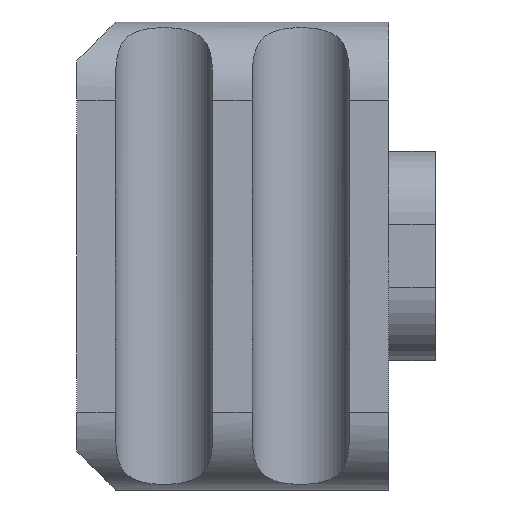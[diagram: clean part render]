
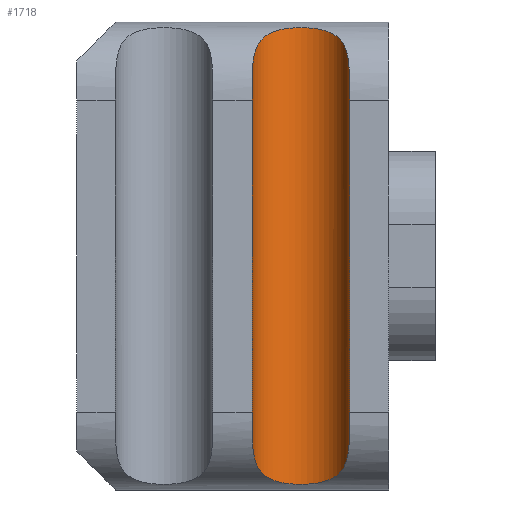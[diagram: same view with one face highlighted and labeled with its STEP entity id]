
A CAD part, left-side view. The second image highlights one B-rep face of the part: STEP entity #1718.
In plain terms, the highlighted cylindrical face has radius 1.587 mm (diameter 3.175 mm), a partial arc.
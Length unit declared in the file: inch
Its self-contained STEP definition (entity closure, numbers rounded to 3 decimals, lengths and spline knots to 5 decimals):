
#33=CYLINDRICAL_SURFACE('',#1838,0.0625);
#193=LINE('',#3350,#337);
#195=LINE('',#3354,#339);
#337=VECTOR('',#2152,0.3937);
#339=VECTOR('',#2156,0.3937);
#502=FACE_OUTER_BOUND('',#601,.T.);
#601=EDGE_LOOP('',(#1499,#1500,#1501,#1502));
#703=B_SPLINE_CURVE_WITH_KNOTS('',3,(#3259,#3260,#3261,#3262,#3263,#3264,
#3265,#3266,#3267,#3268,#3269,#3270,#3271,#3272,#3273,#3274,#3275,#3276,
#3277,#3278,#3279,#3280),.UNSPECIFIED.,.F.,.F.,(4,2,2,2,2,2,2,2,2,2,4),
(0.3711,0.44928,0.52746,0.59918,
0.67069,0.7422,0.81371,0.88522,
0.95695,1.03512,1.1133),.UNSPECIFIED.);
#704=B_SPLINE_CURVE_WITH_KNOTS('',3,(#3355,#3356,#3357,#3358,#3359,#3360,
#3361,#3362,#3363,#3364,#3365,#3366,#3367,#3368,#3369,#3370,#3371,#3372,
#3373,#3374,#3375,#3376,#3377),.UNSPECIFIED.,.F.,.F.,(4,2,2,2,2,3,2,2,2,
2,4),(1.1133,1.19148,1.26966,1.34138,
1.41289,1.4844,1.55591,1.62743,1.69915,
1.77733,1.8555),.UNSPECIFIED.);
#817=VERTEX_POINT('',#3256);
#818=VERTEX_POINT('',#3258);
#849=VERTEX_POINT('',#3349);
#850=VERTEX_POINT('',#3353);
#1042=EDGE_CURVE('',#817,#818,#703,.T.);
#1077=EDGE_CURVE('',#818,#849,#193,.T.);
#1079=EDGE_CURVE('',#850,#817,#195,.T.);
#1080=EDGE_CURVE('',#849,#850,#704,.T.);
#1499=ORIENTED_EDGE('',*,*,#1042,.F.);
#1500=ORIENTED_EDGE('',*,*,#1079,.F.);
#1501=ORIENTED_EDGE('',*,*,#1080,.F.);
#1502=ORIENTED_EDGE('',*,*,#1077,.F.);
#1718=ADVANCED_FACE('',(#502),#33,.F.);
#1838=AXIS2_PLACEMENT_3D('',#3352,#2154,#2155);
#2152=DIRECTION('',(0.,0.,-1.));
#2154=DIRECTION('center_axis',(0.,0.,1.));
#2155=DIRECTION('ref_axis',(1.,0.,0.));
#2156=DIRECTION('',(0.,0.,1.));
#3256=CARTESIAN_POINT('',(0.1085,0.175,-0.1));
#3258=CARTESIAN_POINT('',(0.1085,0.05,-0.1));
#3259=CARTESIAN_POINT('Ctrl Pts',(0.1085,0.175,-0.1));
#3260=CARTESIAN_POINT('Ctrl Pts',(0.1085,0.175,-0.08974));
#3261=CARTESIAN_POINT('Ctrl Pts',(0.11018,0.17507,-0.07869));
#3262=CARTESIAN_POINT('Ctrl Pts',(0.11714,0.1745,-0.05788));
#3263=CARTESIAN_POINT('Ctrl Pts',(0.12242,0.17376,-0.04812));
#3264=CARTESIAN_POINT('Ctrl Pts',(0.13398,0.16987,-0.03268));
#3265=CARTESIAN_POINT('Ctrl Pts',(0.14161,0.16613,-0.02525));
#3266=CARTESIAN_POINT('Ctrl Pts',(0.15417,0.15593,-0.01568));
#3267=CARTESIAN_POINT('Ctrl Pts',(0.16032,0.14871,-0.01225));
#3268=CARTESIAN_POINT('Ctrl Pts',(0.16874,0.13167,-0.00812));
#3269=CARTESIAN_POINT('Ctrl Pts',(0.171,0.12188,-0.0073));
#3270=CARTESIAN_POINT('Ctrl Pts',(0.171,0.10312,-0.0073));
#3271=CARTESIAN_POINT('Ctrl Pts',(0.16874,0.09333,
-0.00812));
#3272=CARTESIAN_POINT('Ctrl Pts',(0.16032,0.07629,
-0.01225));
#3273=CARTESIAN_POINT('Ctrl Pts',(0.15417,0.06907,
-0.01568));
#3274=CARTESIAN_POINT('Ctrl Pts',(0.14161,0.05887,-0.02525));
#3275=CARTESIAN_POINT('Ctrl Pts',(0.13398,0.05513,
-0.03268));
#3276=CARTESIAN_POINT('Ctrl Pts',(0.12242,0.05124,-0.04812));
#3277=CARTESIAN_POINT('Ctrl Pts',(0.11714,0.0505,
-0.05788));
#3278=CARTESIAN_POINT('Ctrl Pts',(0.11018,0.04993,
-0.07869));
#3279=CARTESIAN_POINT('Ctrl Pts',(0.1085,0.05,-0.08974));
#3280=CARTESIAN_POINT('Ctrl Pts',(0.1085,0.05,-0.1));
#3349=CARTESIAN_POINT('',(0.1085,0.05,-0.5));
#3350=CARTESIAN_POINT('',(0.1085,0.05,-0.6));
#3352=CARTESIAN_POINT('Origin',(0.1085,0.1125,-0.6));
#3353=CARTESIAN_POINT('',(0.1085,0.175,-0.5));
#3354=CARTESIAN_POINT('',(0.1085,0.175,-0.6));
#3355=CARTESIAN_POINT('Ctrl Pts',(0.1085,0.05,-0.5));
#3356=CARTESIAN_POINT('Ctrl Pts',(0.1085,0.05,-0.51026));
#3357=CARTESIAN_POINT('Ctrl Pts',(0.11018,0.04993,
-0.52131));
#3358=CARTESIAN_POINT('Ctrl Pts',(0.11714,0.0505,
-0.54212));
#3359=CARTESIAN_POINT('Ctrl Pts',(0.12242,0.05124,-0.55188));
#3360=CARTESIAN_POINT('Ctrl Pts',(0.13398,0.05513,
-0.56732));
#3361=CARTESIAN_POINT('Ctrl Pts',(0.14161,0.05887,-0.57475));
#3362=CARTESIAN_POINT('Ctrl Pts',(0.15417,0.06907,
-0.58432));
#3363=CARTESIAN_POINT('Ctrl Pts',(0.16032,0.07629,
-0.58775));
#3364=CARTESIAN_POINT('Ctrl Pts',(0.16874,0.09333,
-0.59188));
#3365=CARTESIAN_POINT('Ctrl Pts',(0.171,0.10312,-0.5927));
#3366=CARTESIAN_POINT('Ctrl Pts',(0.171,0.1125,-0.5927));
#3367=CARTESIAN_POINT('Ctrl Pts',(0.171,0.12188,-0.5927));
#3368=CARTESIAN_POINT('Ctrl Pts',(0.16874,0.13167,-0.59188));
#3369=CARTESIAN_POINT('Ctrl Pts',(0.16032,0.14871,-0.58775));
#3370=CARTESIAN_POINT('Ctrl Pts',(0.15417,0.15593,-0.58432));
#3371=CARTESIAN_POINT('Ctrl Pts',(0.14161,0.16613,-0.57475));
#3372=CARTESIAN_POINT('Ctrl Pts',(0.13398,0.16987,-0.56732));
#3373=CARTESIAN_POINT('Ctrl Pts',(0.12242,0.17376,-0.55188));
#3374=CARTESIAN_POINT('Ctrl Pts',(0.11714,0.1745,-0.54212));
#3375=CARTESIAN_POINT('Ctrl Pts',(0.11018,0.17507,-0.52131));
#3376=CARTESIAN_POINT('Ctrl Pts',(0.1085,0.175,-0.51026));
#3377=CARTESIAN_POINT('Ctrl Pts',(0.1085,0.175,-0.5));
